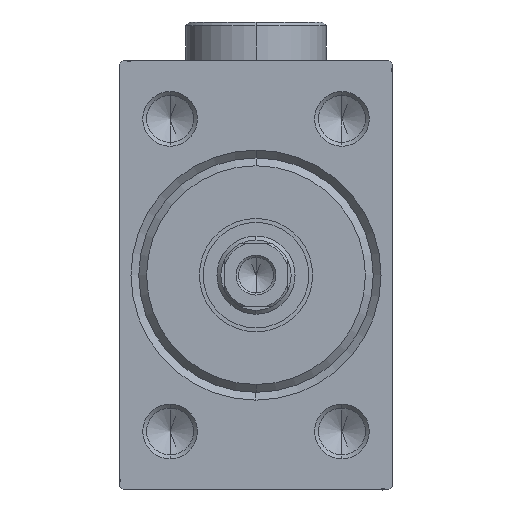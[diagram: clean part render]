
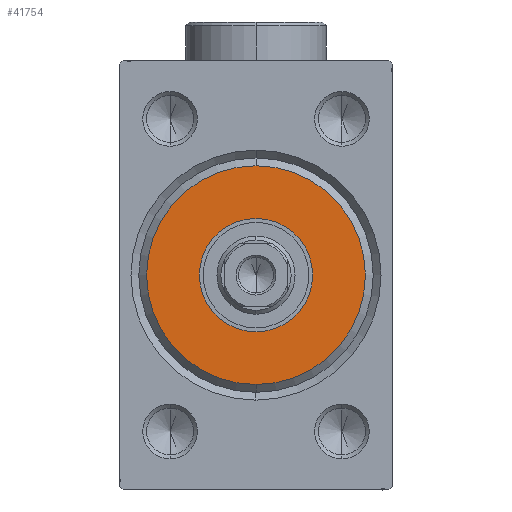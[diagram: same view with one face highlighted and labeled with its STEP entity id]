
A CAD part, left-side view. The second image highlights one B-rep face of the part: STEP entity #41754.
In plain terms, the highlighted face is planar.
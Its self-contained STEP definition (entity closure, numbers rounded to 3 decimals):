
#930 = CIRCLE ( 'NONE', #17866, 14. ) ;
#1370 = FACE_BOUND ( 'NONE', #1403, .T. ) ;
#1403 = EDGE_LOOP ( 'NONE', ( #4593, #31843 ) ) ;
#1449 = CIRCLE ( 'NONE', #40387, 7.25 ) ;
#2993 = DIRECTION ( 'NONE',  ( 0., 0., -1. ) ) ;
#4593 = ORIENTED_EDGE ( 'NONE', *, *, #24832, .F. ) ;
#5255 = EDGE_CURVE ( 'NONE', #36122, #45371, #930, .T. ) ;
#5918 = VERTEX_POINT ( 'NONE', #20912 ) ;
#6102 = DIRECTION ( 'NONE',  ( 1., 0., 0. ) ) ;
#8661 = DIRECTION ( 'NONE',  ( 1., 0., 0. ) ) ;
#8744 = CARTESIAN_POINT ( 'NONE',  ( 3., 0., 0. ) ) ;
#11936 = AXIS2_PLACEMENT_3D ( 'NONE', #8744, #32911, #29899 ) ;
#13600 = DIRECTION ( 'NONE',  ( 1., 0., 0. ) ) ;
#16701 = DIRECTION ( 'NONE',  ( 0., 0., -1. ) ) ;
#17866 = AXIS2_PLACEMENT_3D ( 'NONE', #21345, #28691, #35380 ) ;
#20912 = CARTESIAN_POINT ( 'NONE',  ( 3., 0., 7.25 ) ) ;
#21345 = CARTESIAN_POINT ( 'NONE',  ( 3., 0., 0. ) ) ;
#22010 = CARTESIAN_POINT ( 'NONE',  ( 3., 0., 14. ) ) ;
#24489 = CARTESIAN_POINT ( 'NONE',  ( 3., 0., 0. ) ) ;
#24756 = EDGE_LOOP ( 'NONE', ( #38943, #38930 ) ) ;
#24832 = EDGE_CURVE ( 'NONE', #32105, #5918, #29934, .T. ) ;
#25997 = PLANE ( 'NONE',  #11936 ) ;
#28691 = DIRECTION ( 'NONE',  ( 1., 0., 0. ) ) ;
#29784 = EDGE_CURVE ( 'NONE', #5918, #32105, #1449, .T. ) ;
#29899 = DIRECTION ( 'NONE',  ( 0., 0., -1. ) ) ;
#29934 = CIRCLE ( 'NONE', #38050, 7.25 ) ;
#31843 = ORIENTED_EDGE ( 'NONE', *, *, #29784, .F. ) ;
#32105 = VERTEX_POINT ( 'NONE', #35043 ) ;
#32356 = CIRCLE ( 'NONE', #36136, 14. ) ;
#32911 = DIRECTION ( 'NONE',  ( 1., 0., 0. ) ) ;
#33048 = DIRECTION ( 'NONE',  ( 0., 0., -1. ) ) ;
#34537 = CARTESIAN_POINT ( 'NONE',  ( 3., 0., 0. ) ) ;
#35043 = CARTESIAN_POINT ( 'NONE',  ( 3., 0., -7.25 ) ) ;
#35380 = DIRECTION ( 'NONE',  ( 0., 0., -1. ) ) ;
#35814 = EDGE_CURVE ( 'NONE', #45371, #36122, #32356, .T. ) ;
#36122 = VERTEX_POINT ( 'NONE', #39234 ) ;
#36136 = AXIS2_PLACEMENT_3D ( 'NONE', #34537, #13600, #2993 ) ;
#36585 = FACE_OUTER_BOUND ( 'NONE', #24756, .T. ) ;
#38050 = AXIS2_PLACEMENT_3D ( 'NONE', #24489, #6102, #16701 ) ;
#38930 = ORIENTED_EDGE ( 'NONE', *, *, #5255, .T. ) ;
#38943 = ORIENTED_EDGE ( 'NONE', *, *, #35814, .T. ) ;
#39234 = CARTESIAN_POINT ( 'NONE',  ( 3., 0., -14. ) ) ;
#40387 = AXIS2_PLACEMENT_3D ( 'NONE', #43636, #8661, #33048 ) ;
#41754 = ADVANCED_FACE ( 'NONE', ( #36585, #1370 ), #25997, .T. ) ;
#43636 = CARTESIAN_POINT ( 'NONE',  ( 3., 0., 0. ) ) ;
#45371 = VERTEX_POINT ( 'NONE', #22010 ) ;
